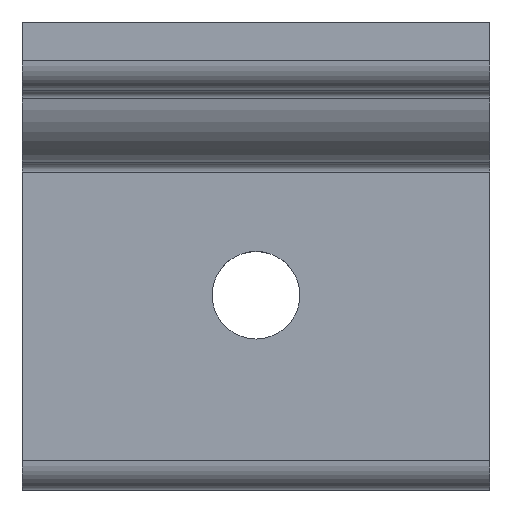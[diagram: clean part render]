
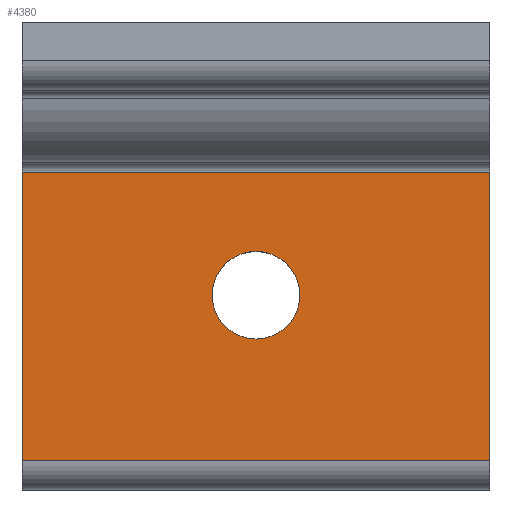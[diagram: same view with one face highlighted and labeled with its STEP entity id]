
A CAD part, top view. The second image highlights one B-rep face of the part: STEP entity #4380.
In plain terms, the highlighted planar face has unit normal (0, 0, 1).
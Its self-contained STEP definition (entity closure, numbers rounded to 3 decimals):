
#630=CARTESIAN_POINT('',(-4.5,-28.,-21.));
#640=VERTEX_POINT('',#630);
#820=CARTESIAN_POINT('',(4.5,-28.,-21.));
#830=VERTEX_POINT('',#820);
#860=CARTESIAN_POINT('',(0.,-28.,-21.));
#870=DIRECTION('',(0.,0.,-1.));
#880=DIRECTION('',(-1.,0.,0.));
#890=AXIS2_PLACEMENT_3D('',#860,#870,#880);
#900=CIRCLE('',#890,4.5);
#910=EDGE_CURVE('',#830,#640,#900,.T.);
#3740=CARTESIAN_POINT('',(-24.,-45.,-21.));
#3750=VERTEX_POINT('',#3740);
#3780=CARTESIAN_POINT('',(-24.,-45.,-21.));
#3790=DIRECTION('',(1.,0.,0.));
#3800=VECTOR('',#3790,1.);
#3810=LINE('',#3780,#3800);
#3820=CARTESIAN_POINT('',(24.,-45.,-21.));
#3830=VERTEX_POINT('',#3820);
#3840=EDGE_CURVE('',#3750,#3830,#3810,.T.);
#4030=CARTESIAN_POINT('',(-24.48,-45.296,-21.));
#4040=DIRECTION('',(0.,0.,1.));
#4050=DIRECTION('',(1.,0.,0.));
#4060=AXIS2_PLACEMENT_3D('',#4030,#4040,#4050);
#4070=PLANE('',#4060);
#4080=ORIENTED_EDGE('',*,*,#3840,.T.);
#4090=CARTESIAN_POINT('',(-24.,0.,-21.));
#4100=DIRECTION('',(0.,1.,0.));
#4110=VECTOR('',#4100,1.);
#4120=LINE('',#4090,#4110);
#4130=CARTESIAN_POINT('',(-24.,-15.374,-21.));
#4140=VERTEX_POINT('',#4130);
#4150=EDGE_CURVE('',#3750,#4140,#4120,.T.);
#4160=ORIENTED_EDGE('',*,*,#4150,.F.);
#4170=CARTESIAN_POINT('',(-24.,-15.374,-21.));
#4180=DIRECTION('',(1.,0.,0.));
#4190=VECTOR('',#4180,1.);
#4200=LINE('',#4170,#4190);
#4210=CARTESIAN_POINT('',(24.,-15.374,-21.));
#4220=VERTEX_POINT('',#4210);
#4230=EDGE_CURVE('',#4140,#4220,#4200,.T.);
#4240=ORIENTED_EDGE('',*,*,#4230,.F.);
#4250=CARTESIAN_POINT('',(24.,0.,-21.));
#4260=DIRECTION('',(0.,1.,0.));
#4270=VECTOR('',#4260,1.);
#4280=LINE('',#4250,#4270);
#4290=EDGE_CURVE('',#3830,#4220,#4280,.T.);
#4300=ORIENTED_EDGE('',*,*,#4290,.T.);
#4310=EDGE_LOOP('',(#4300,#4240,#4160,#4080));
#4320=FACE_OUTER_BOUND('',#4310,.T.);
#4330=EDGE_CURVE('',#640,#830,#900,.T.);
#4340=ORIENTED_EDGE('',*,*,#4330,.T.);
#4350=ORIENTED_EDGE('',*,*,#910,.T.);
#4360=EDGE_LOOP('',(#4350,#4340));
#4370=FACE_BOUND('',#4360,.T.);
#4380=ADVANCED_FACE('',(#4320,#4370),#4070,.T.);
